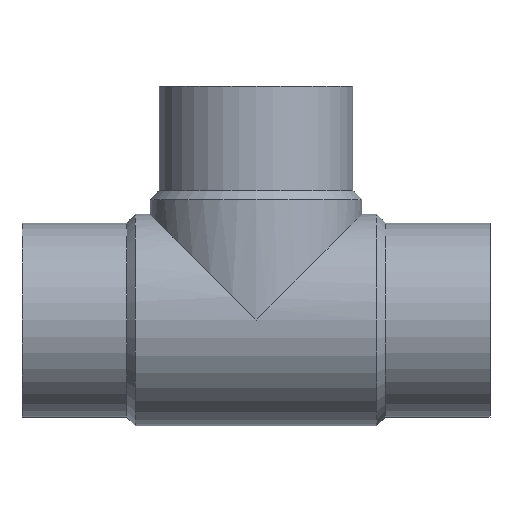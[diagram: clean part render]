
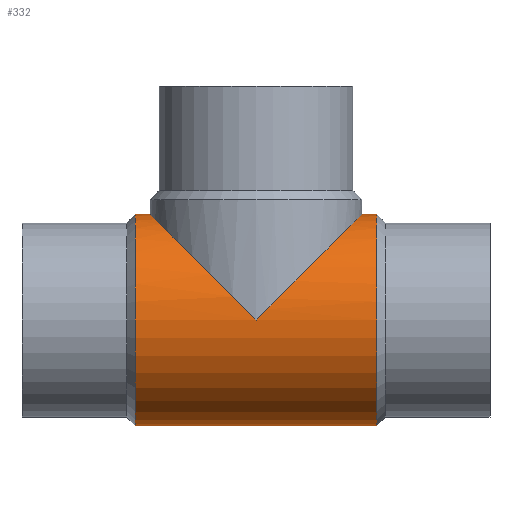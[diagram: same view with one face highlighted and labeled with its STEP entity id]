
A CAD part, top view. The second image highlights one B-rep face of the part: STEP entity #332.
In plain terms, the highlighted cylindrical face has radius 171.8 mm (diameter 343.6 mm), a partial arc.
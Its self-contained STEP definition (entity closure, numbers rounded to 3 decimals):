
#168 = EDGE_CURVE( '', #250, #310, #411, .T. );
#186 = VERTEX_POINT( '', #432 );
#190 = EDGE_CURVE( '', #200, #212, #437, .T. );
#192 = EDGE_CURVE( '', #210, #186, #439, .T. );
#196 = EDGE_CURVE( '', #310, #200, #443, .T. );
#200 = VERTEX_POINT( '', #447 );
#210 = VERTEX_POINT( '', #458 );
#212 = VERTEX_POINT( '', #460 );
#244 = EDGE_CURVE( '', #212, #318, #497, .T. );
#250 = VERTEX_POINT( '', #504 );
#290 = EDGE_CURVE( '', #318, #186, #548, .T. );
#302 = EDGE_CURVE( '', #210, #250, #560, .T. );
#310 = VERTEX_POINT( '', #570 );
#318 = VERTEX_POINT( '', #579 );
#332 = ADVANCED_FACE( '', ( #593 ), #594, .T. );
#411 = CIRCLE( '', #679, 171.8 );
#432 = CARTESIAN_POINT( '', ( -575.7, 171.8, 0. ) );
#437 = ELLIPSE( '', #713, 242.962, 171.8 );
#439 = CIRCLE( '', #716, 171.8 );
#443 = LINE( '', #722, #723 );
#447 = CARTESIAN_POINT( '', ( -208.2, 171.8, 0. ) );
#458 = CARTESIAN_POINT( '', ( -575.7, -171.8, 0. ) );
#460 = CARTESIAN_POINT( '', ( -380., 0., 171.8 ) );
#497 = ELLIPSE( '', #795, 242.962, 171.8 );
#504 = CARTESIAN_POINT( '', ( -184.3, -171.8, 0. ) );
#548 = LINE( '', #861, #862 );
#560 = LINE( '', #879, #880 );
#570 = CARTESIAN_POINT( '', ( -184.3, 171.8, 0. ) );
#579 = CARTESIAN_POINT( '', ( -551.8, 171.8, 0. ) );
#593 = FACE_OUTER_BOUND( '', #923, .T. );
#594 = CYLINDRICAL_SURFACE( '', #924, 171.8 );
#679 = AXIS2_PLACEMENT_3D( '', #1001, #1002, #1003 );
#713 = AXIS2_PLACEMENT_3D( '', #1036, #1037, #1038 );
#716 = AXIS2_PLACEMENT_3D( '', #1039, #1040, #1041 );
#722 = CARTESIAN_POINT( '', ( -380., 171.8, 0. ) );
#723 = VECTOR( '', #1045, 1. );
#795 = AXIS2_PLACEMENT_3D( '', #1117, #1118, #1119 );
#861 = CARTESIAN_POINT( '', ( -380., 171.8, 0. ) );
#862 = VECTOR( '', #1180, 1. );
#879 = CARTESIAN_POINT( '', ( -380., -171.8, 0. ) );
#880 = VECTOR( '', #1183, 1. );
#923 = EDGE_LOOP( '', ( #1221, #1222, #1223, #1224, #1225, #1226, #1227 ) );
#924 = AXIS2_PLACEMENT_3D( '', #1228, #1229, #1230 );
#1001 = CARTESIAN_POINT( '', ( -184.3, 0., 0. ) );
#1002 = DIRECTION( '', ( -1., 0., 0. ) );
#1003 = DIRECTION( '', ( 0., 1., 0. ) );
#1036 = CARTESIAN_POINT( '', ( -380., 0., 0. ) );
#1037 = DIRECTION( '', ( 0.707, -0.707, 0. ) );
#1038 = DIRECTION( '', ( 0.707, 0.707, 0. ) );
#1039 = CARTESIAN_POINT( '', ( -575.7, 0., 0. ) );
#1040 = DIRECTION( '', ( -1., 0., 0. ) );
#1041 = DIRECTION( '', ( 0., 1., 0. ) );
#1045 = DIRECTION( '', ( -1., 0., 0. ) );
#1117 = CARTESIAN_POINT( '', ( -380., 0., 0. ) );
#1118 = DIRECTION( '', ( -0.707, -0.707, 0. ) );
#1119 = DIRECTION( '', ( 0.707, -0.707, 0. ) );
#1180 = DIRECTION( '', ( -1., 0., 0. ) );
#1183 = DIRECTION( '', ( 1., 0., 0. ) );
#1221 = ORIENTED_EDGE( '', *, *, #196, .T. );
#1222 = ORIENTED_EDGE( '', *, *, #190, .T. );
#1223 = ORIENTED_EDGE( '', *, *, #244, .T. );
#1224 = ORIENTED_EDGE( '', *, *, #290, .T. );
#1225 = ORIENTED_EDGE( '', *, *, #192, .F. );
#1226 = ORIENTED_EDGE( '', *, *, #302, .T. );
#1227 = ORIENTED_EDGE( '', *, *, #168, .T. );
#1228 = CARTESIAN_POINT( '', ( -380., 0., 0. ) );
#1229 = DIRECTION( '', ( 1., 0., 0. ) );
#1230 = DIRECTION( '', ( 0., 1., 0. ) );
